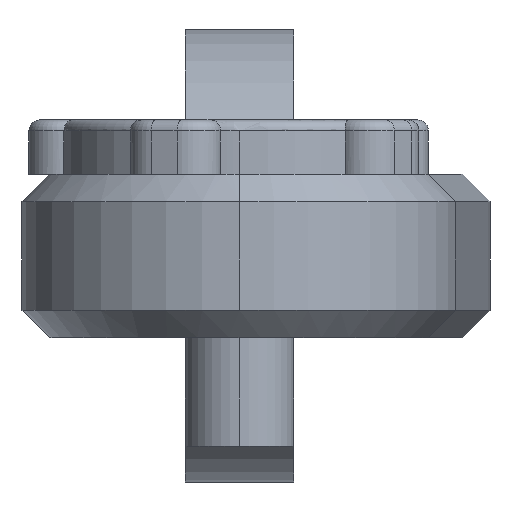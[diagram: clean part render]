
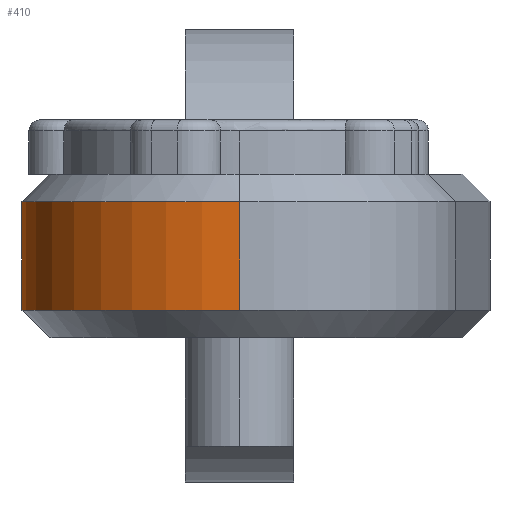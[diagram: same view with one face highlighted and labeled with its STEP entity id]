
A CAD part, left-side view. The second image highlights one B-rep face of the part: STEP entity #410.
In plain terms, the highlighted cylindrical face has radius 20 mm (diameter 40 mm), a partial arc.
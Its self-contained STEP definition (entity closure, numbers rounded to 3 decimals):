
#20 = DIRECTION ( 'NONE',  ( 0., 0., -1. ) ) ;
#165 = DIRECTION ( 'NONE',  ( 1., 0., 0. ) ) ;
#189 = DIRECTION ( 'NONE',  ( 1., 0., 0. ) ) ;
#230 = ORIENTED_EDGE ( 'NONE', *, *, #1443, .T. ) ;
#236 = CARTESIAN_POINT ( 'NONE',  ( 0., 0., 7.5 ) ) ;
#268 = VECTOR ( 'NONE', #563, 1000. ) ;
#369 = CIRCLE ( 'NONE', #601, 20. ) ;
#380 = LINE ( 'NONE', #2718, #2178 ) ;
#400 = CARTESIAN_POINT ( 'NONE',  ( 0., 0., 5. ) ) ;
#410 = ADVANCED_FACE ( 'NONE', ( #518 ), #2143, .T. ) ;
#414 = DIRECTION ( 'NONE',  ( 0., 0., -1. ) ) ;
#442 = VERTEX_POINT ( 'NONE', #1888 ) ;
#467 = VERTEX_POINT ( 'NONE', #1875 ) ;
#518 = FACE_OUTER_BOUND ( 'NONE', #1353, .T. ) ;
#520 = ORIENTED_EDGE ( 'NONE', *, *, #2058, .T. ) ;
#563 = DIRECTION ( 'NONE',  ( 0., 0., -1. ) ) ;
#574 = ORIENTED_EDGE ( 'NONE', *, *, #1242, .T. ) ;
#601 = AXIS2_PLACEMENT_3D ( 'NONE', #1000, #624, #165 ) ;
#624 = DIRECTION ( 'NONE',  ( 0., 0., 1. ) ) ;
#682 = DIRECTION ( 'NONE',  ( -1., 0., 0. ) ) ;
#783 = LINE ( 'NONE', #1427, #268 ) ;
#1000 = CARTESIAN_POINT ( 'NONE',  ( 0., 0., -5. ) ) ;
#1059 = CIRCLE ( 'NONE', #1337, 20. ) ;
#1242 = EDGE_CURVE ( 'NONE', #1420, #442, #1059, .T. ) ;
#1337 = AXIS2_PLACEMENT_3D ( 'NONE', #400, #414, #189 ) ;
#1353 = EDGE_LOOP ( 'NONE', ( #1960, #574, #230, #520 ) ) ;
#1419 = AXIS2_PLACEMENT_3D ( 'NONE', #236, #20, #682 ) ;
#1420 = VERTEX_POINT ( 'NONE', #1955 ) ;
#1427 = CARTESIAN_POINT ( 'NONE',  ( 3.128, 19.754, 7.5 ) ) ;
#1443 = EDGE_CURVE ( 'NONE', #442, #1804, #783, .T. ) ;
#1533 = CARTESIAN_POINT ( 'NONE',  ( 3.128, 19.754, -5. ) ) ;
#1641 = EDGE_CURVE ( 'NONE', #1420, #467, #380, .T. ) ;
#1804 = VERTEX_POINT ( 'NONE', #1533 ) ;
#1875 = CARTESIAN_POINT ( 'NONE',  ( -20., 0., -5. ) ) ;
#1888 = CARTESIAN_POINT ( 'NONE',  ( 3.128, 19.754, 5. ) ) ;
#1955 = CARTESIAN_POINT ( 'NONE',  ( -20., 0., 5. ) ) ;
#1960 = ORIENTED_EDGE ( 'NONE', *, *, #1641, .F. ) ;
#2058 = EDGE_CURVE ( 'NONE', #1804, #467, #369, .T. ) ;
#2143 = CYLINDRICAL_SURFACE ( 'NONE', #1419, 20. ) ;
#2178 = VECTOR ( 'NONE', #2564, 1000. ) ;
#2564 = DIRECTION ( 'NONE',  ( 0., 0., -1. ) ) ;
#2718 = CARTESIAN_POINT ( 'NONE',  ( -20., 0., 7.5 ) ) ;
